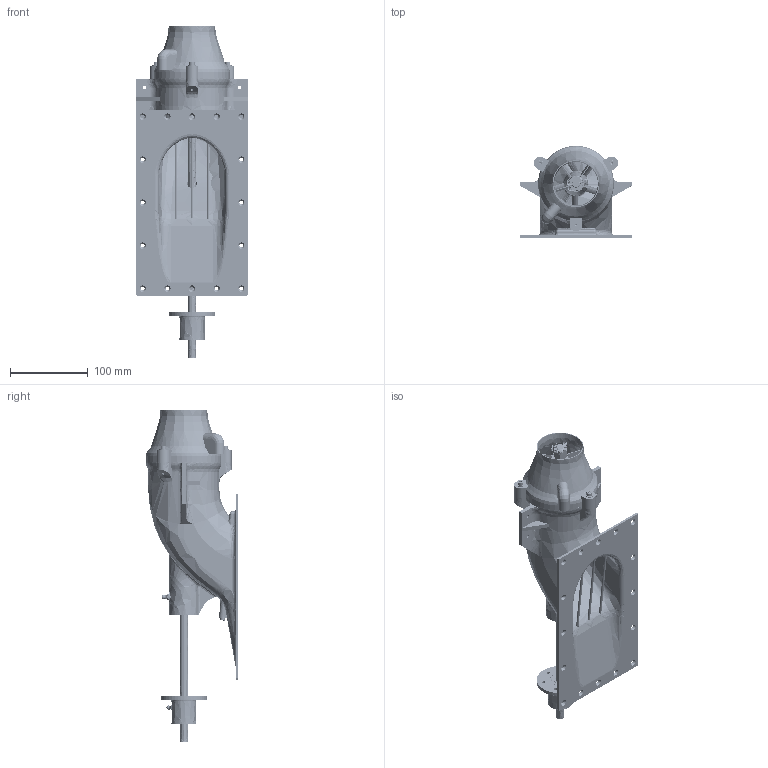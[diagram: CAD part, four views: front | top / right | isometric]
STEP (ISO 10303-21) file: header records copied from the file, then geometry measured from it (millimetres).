
FILE_DESCRIPTION(('FreeCAD Model'),'2;1');
FILE_NAME('Open CASCADE Shape Model','2025-05-04T01:08:35',('FreeCAD'),( 'FreeCAD'),'Open CASCADE STEP processor 7.6','FreeCAD','Unknown');
FILE_SCHEMA(('AUTOMOTIVE_DESIGN { 1 0 10303 214 1 1 1 1 }'));
Products named in the file (1): Open CASCADE STEP translator 7.6 1
Bounding box: 144.32 x 118.36 x 426.84 mm (x, y, z)
Volume: 565132.3 mm3; surface area: 329613.8 mm2
Topology: 78 solids, 81 shells, 1784 faces, 4487 edges, 2911 vertices
Faces by surface type: bspline 1784
Entity records: 99754 total; most frequent: CARTESIAN_POINT 73624, ORIENTED_EDGE 8946, EDGE_CURVE 4473, B_SPLINE_CURVE_WITH_KNOTS 3071, VERTEX_POINT 2908, FACE_BOUND 2023, EDGE_LOOP 2021, ADVANCED_FACE 1783
